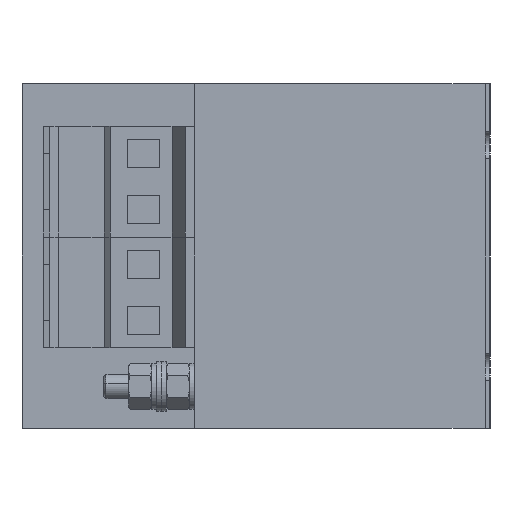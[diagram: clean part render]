
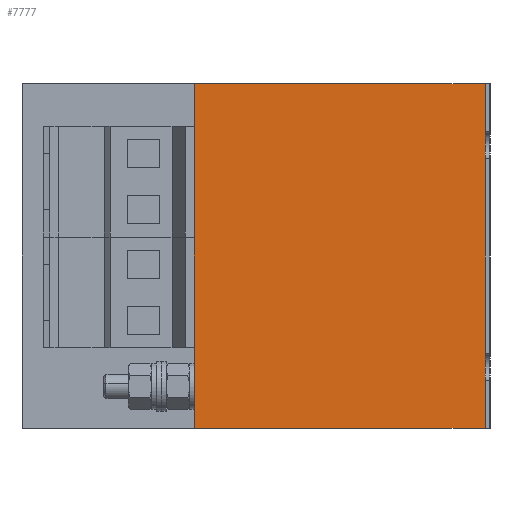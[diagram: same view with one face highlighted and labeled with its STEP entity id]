
A CAD part, left-side view. The second image highlights one B-rep face of the part: STEP entity #7777.
In plain terms, the highlighted planar face has unit normal (-1, 0, 0).
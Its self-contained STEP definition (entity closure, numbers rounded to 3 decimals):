
#184 = VECTOR ( 'NONE', #7009, 1000. ) ;
#365 = EDGE_CURVE ( 'Defeature ausgef�hrt1_8+Defeature ausgef�hrt1_7+Defeature ausgef�hrt1_16+Defeature ausgef�hrt1_17', #1835, #2712, #7404, .T. ) ;
#482 = LINE ( 'NONE', #3177, #7106 ) ;
#636 = DIRECTION ( 'NONE',  ( -1., 0., 0. ) ) ;
#723 = DIRECTION ( 'NONE',  ( 0., 0., 1. ) ) ;
#860 = EDGE_CURVE ( 'Defeature ausgef�hrt1_8+Defeature ausgef�hrt1_16+Defeature ausgef�hrt1_1+Defeature ausgef�hrt1_7', #4965, #1835, #7593, .T. ) ;
#1016 = CARTESIAN_POINT ( 'NONE',  ( -120., 59., 35.5 ) ) ;
#1203 = ORIENTED_EDGE ( 'NONE', *, *, #365, .T. ) ;
#1460 = CARTESIAN_POINT ( 'NONE',  ( -120., 59., -34.5 ) ) ;
#1784 = FACE_OUTER_BOUND ( 'NONE', #3004, .T. ) ;
#1835 = VERTEX_POINT ( 'NONE', #8151 ) ;
#2069 = DIRECTION ( 'NONE',  ( 0., 0., 1. ) ) ;
#2111 = ORIENTED_EDGE ( 'NONE', *, *, #860, .T. ) ;
#2712 = VERTEX_POINT ( 'NONE', #7145 ) ;
#3004 = EDGE_LOOP ( 'NONE', ( #1203, #4183, #6252, #2111 ) ) ;
#3005 = VERTEX_POINT ( 'NONE', #1016 ) ;
#3177 = CARTESIAN_POINT ( 'NONE',  ( -120., 59., 35.5 ) ) ;
#3256 = DIRECTION ( 'NONE',  ( 0., -1., 0. ) ) ;
#3934 = CARTESIAN_POINT ( 'NONE',  ( -120., 0., -34.5 ) ) ;
#4179 = AXIS2_PLACEMENT_3D ( 'NONE', #4513, #636, #3256 ) ;
#4183 = ORIENTED_EDGE ( 'NONE', *, *, #7383, .F. ) ;
#4235 = EDGE_CURVE ( 'Defeature ausgef�hrt1_1+Defeature ausgef�hrt1_8+Defeature ausgef�hrt1_16+Defeature ausgef�hrt1_17', #4965, #3005, #6457, .T. ) ;
#4513 = CARTESIAN_POINT ( 'NONE',  ( -120., 59., -34.5 ) ) ;
#4557 = VECTOR ( 'NONE', #723, 1000. ) ;
#4965 = VERTEX_POINT ( 'NONE', #6970 ) ;
#5098 = PLANE ( 'NONE',  #4179 ) ;
#5302 = DIRECTION ( 'NONE',  ( 0., -1., 0. ) ) ;
#5748 = CARTESIAN_POINT ( 'NONE',  ( -120., 59., -34.5 ) ) ;
#6252 = ORIENTED_EDGE ( 'NONE', *, *, #4235, .F. ) ;
#6457 = LINE ( 'NONE', #1460, #8038 ) ;
#6970 = CARTESIAN_POINT ( 'NONE',  ( -120., 59., -34.5 ) ) ;
#7009 = DIRECTION ( 'NONE',  ( 0., -1., 0. ) ) ;
#7106 = VECTOR ( 'NONE', #5302, 1000. ) ;
#7145 = CARTESIAN_POINT ( 'NONE',  ( -120., 0., 35.5 ) ) ;
#7383 = EDGE_CURVE ( 'Defeature ausgef�hrt1_17+Defeature ausgef�hrt1_8+Defeature ausgef�hrt1_1+Defeature ausgef�hrt1_7', #3005, #2712, #482, .T. ) ;
#7404 = LINE ( 'NONE', #3934, #4557 ) ;
#7593 = LINE ( 'NONE', #5748, #184 ) ;
#7777 = ADVANCED_FACE ( 'Defeature ausgef�hrt1_8', ( #1784 ), #5098, .T. ) ;
#8038 = VECTOR ( 'NONE', #2069, 1000. ) ;
#8151 = CARTESIAN_POINT ( 'NONE',  ( -120., 0., -34.5 ) ) ;
